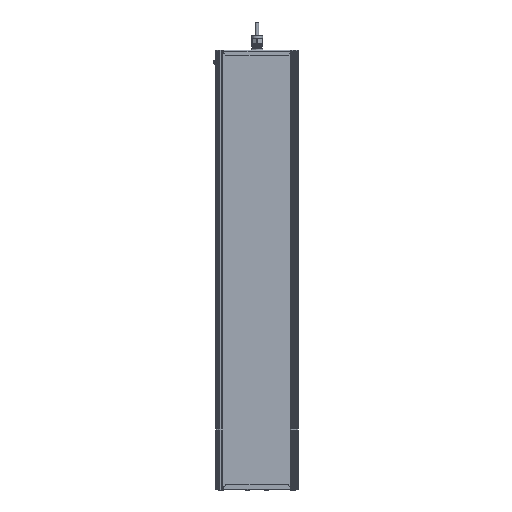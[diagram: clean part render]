
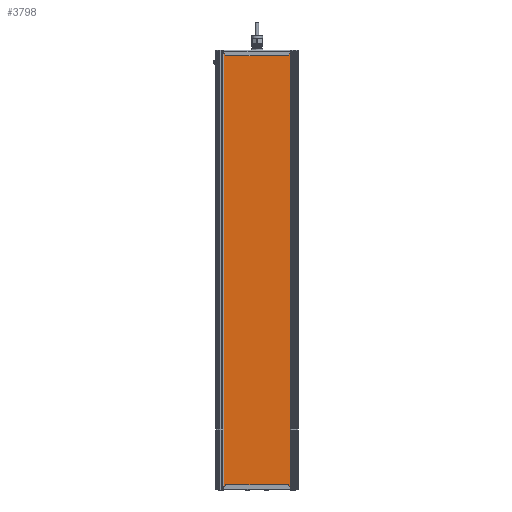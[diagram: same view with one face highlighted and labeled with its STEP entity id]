
A CAD part, front view. The second image highlights one B-rep face of the part: STEP entity #3798.
In plain terms, the highlighted face is planar.
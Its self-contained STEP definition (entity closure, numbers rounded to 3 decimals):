
#3798=ADVANCED_FACE('',(#10265),#10267,.T.);
#10265=FACE_BOUND('',#10266,.T.);
#10266=EDGE_LOOP('',(#38688,#38689,#38690,#38691));
#10267=PLANE('',#10268);
#10268=AXIS2_PLACEMENT_3D('',#10269,#10270,#10271);
#10269=CARTESIAN_POINT('',(2111.497,401.002,-34.582));
#10270=DIRECTION('',(0.,0.,-1.));
#10271=DIRECTION('',(0.,1.,0.));
#38688=ORIENTED_EDGE('',*,*,#44122,.F.);
#38689=ORIENTED_EDGE('',*,*,#44121,.T.);
#38690=ORIENTED_EDGE('',*,*,#44123,.F.);
#38691=ORIENTED_EDGE('',*,*,#44113,.F.);
#44113=EDGE_CURVE('',#48267,#48270,#48271,.T.);
#44121=EDGE_CURVE('',#48280,#48282,#48284,.T.);
#44122=EDGE_CURVE('',#48280,#48267,#48285,.T.);
#44123=EDGE_CURVE('',#48270,#48282,#48286,.T.);
#48267=VERTEX_POINT('',#57073);
#48270=VERTEX_POINT('',#57078);
#48271=LINE('',#57079,#57080);
#48280=VERTEX_POINT('',#57100);
#48282=VERTEX_POINT('',#57104);
#48284=LINE('',#57108,#57109);
#48285=LINE('',#57111,#57112);
#48286=LINE('',#57114,#57115);
#57073=CARTESIAN_POINT('',(2111.497,401.002,-34.582));
#57078=CARTESIAN_POINT('',(3107.497,401.002,-34.582));
#57079=CARTESIAN_POINT('',(2111.497,401.002,-34.582));
#57080=VECTOR('',#57081,1.);
#57081=DIRECTION('',(1.,0.,0.));
#57100=CARTESIAN_POINT('',(2111.497,565.13,-34.582));
#57104=CARTESIAN_POINT('',(3107.497,565.13,-34.582));
#57108=CARTESIAN_POINT('',(2111.497,565.13,-34.582));
#57109=VECTOR('',#57110,1.);
#57110=DIRECTION('',(1.,0.,0.));
#57111=CARTESIAN_POINT('',(2111.497,565.13,-34.582));
#57112=VECTOR('',#57113,1.);
#57113=DIRECTION('',(0.,-1.,0.));
#57114=CARTESIAN_POINT('',(3107.497,401.002,-34.582));
#57115=VECTOR('',#57116,1.);
#57116=DIRECTION('',(0.,1.,0.));
